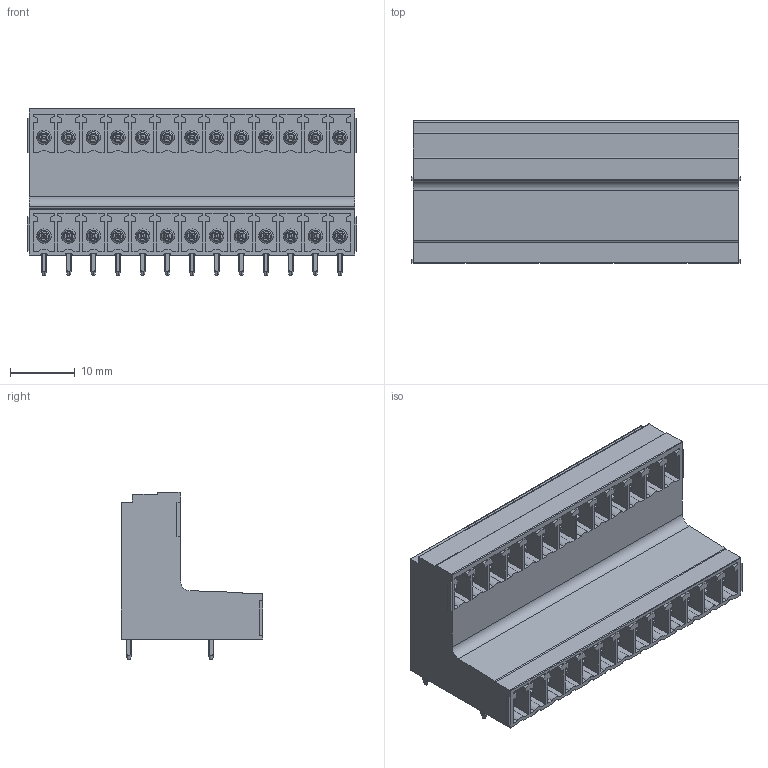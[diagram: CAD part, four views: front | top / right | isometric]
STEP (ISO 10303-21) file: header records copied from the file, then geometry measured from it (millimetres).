
FILE_DESCRIPTION(('CATIA V5 STEP Exchange','CAx-IF Rec.Pracs.--- Model Styling and Organization---1.2---2011-12-15'),'2;1');
FILE_NAME ('D1447223_0', '2018-10-13T11:24:30+00:00', ('none'), ('Weidmueller'), 'CATIA Version 5-6 Release 2014', 'CATIA V5 STEP AP214', 'none');
FILE_SCHEMA(('AUTOMOTIVE_DESIGN { 1 0 10303 214 1 1 1 1 }'));
Products named in the file (1): 1032220000
Bounding box: 50.92 x 21.9 x 25.9 mm (x, y, z)
Volume: 10408.6 mm3; surface area: 12292.4 mm2
Topology: 27 solids, 27 shells, 1700 faces, 4620 edges, 3026 vertices
Faces by surface type: plane 1056, cylinder 436, cone 156, torus 52
Entity records: 52857 total; most frequent: CARTESIAN_POINT 14759, ORIENTED_EDGE 9240, DIRECTION 5585, EDGE_CURVE 4620, VECTOR 3202, LINE 3202, VERTEX_POINT 3026, EDGE_LOOP 1804
